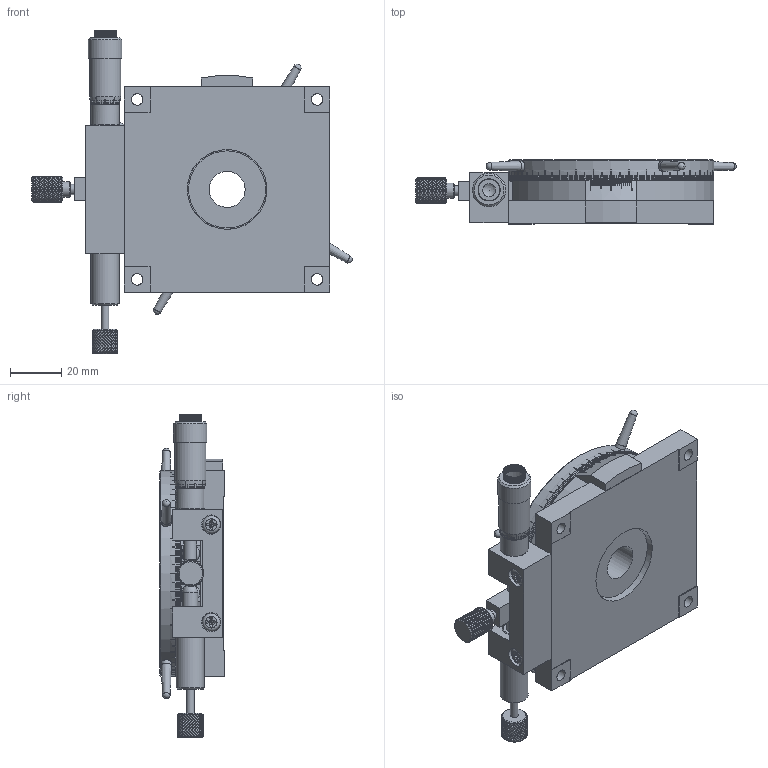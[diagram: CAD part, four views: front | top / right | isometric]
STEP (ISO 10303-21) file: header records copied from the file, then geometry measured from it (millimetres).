
FILE_DESCRIPTION(('FreeCAD Model'),'2;1');
FILE_NAME('Open CASCADE Shape Model','2025-04-17T14:25:21',('FreeCAD'),( 'FreeCAD'),'Open CASCADE STEP processor 7.6','FreeCAD','Unknown');
FILE_SCHEMA(('AUTOMOTIVE_DESIGN { 1 0 10303 214 1 1 1 1 }'));
Products named in the file (1): Open CASCADE STEP translator 7.6 1
Bounding box: 124.65 x 25 x 126 mm (x, y, z)
Volume: 150681.5 mm3; surface area: 52882.7 mm2
Topology: 11 solids, 11 shells, 6256 faces, 14454 edges, 8256 vertices
Faces by surface type: bspline 3341, plane 1876, cylinder 969, cone 55, torus 8, sphere 6, revolution 1
Full cylindrical faces by diameter (mm): 3 x2, 3.242 x13, 4 x9, 4.3 x4, 4.5 x4, 5 x2, 6 x2, 7.5 x6, 8.5 x1, 9.5 x3, 11 x2, 12.1 x1, 13 x1, 14 x1, 14.917 x1, 30 x1, 31 x1, 60 x1, 61 x1, 80 x1
Entity records: 204747 total; most frequent: CARTESIAN_POINT 89083, ORIENTED_EDGE 28888, DIRECTION 14515, EDGE_CURVE 14444, VERTEX_POINT 8248, B_SPLINE_CURVE_WITH_KNOTS 7032, FACE_BOUND 6324, EDGE_LOOP 6324
